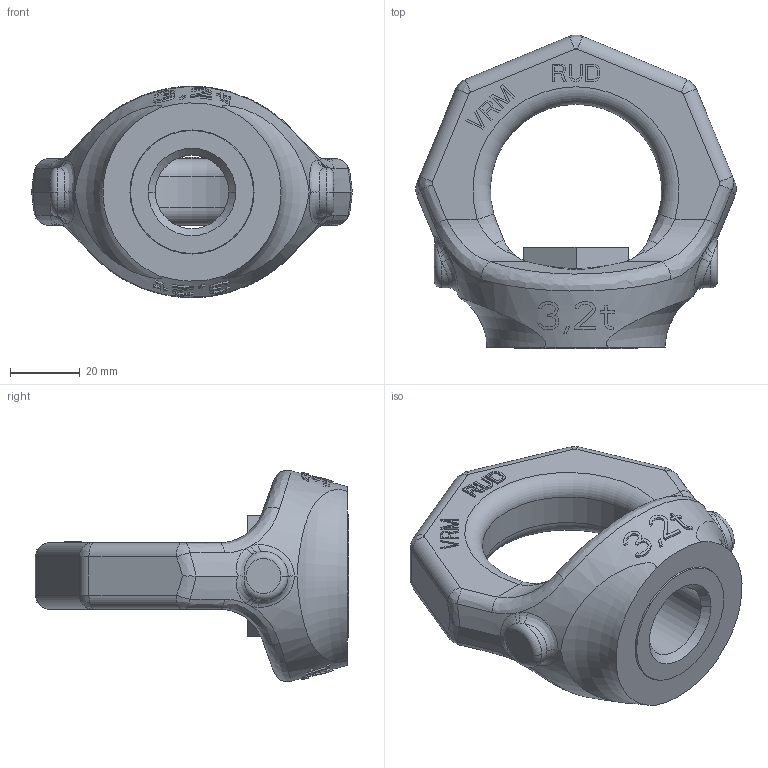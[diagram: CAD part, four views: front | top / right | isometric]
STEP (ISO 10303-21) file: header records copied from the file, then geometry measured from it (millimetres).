
FILE_DESCRIPTION((''),'2;1');
FILE_NAME('001-M32425-P-1_ASM','2017-05-31T',('Andreas.Wendler'),(''),'PRO/ENGINEER BY PARAMETRIC TECHNOLOGY CORPORATION, 2011490','PRO/ENGINEER BY PARAMETRIC TECHNOLOGY CORPORATION, 2011490','');
FILE_SCHEMA(('CONFIG_CONTROL_DESIGN'));
Length unit declared in the file: millimetre
Products named in the file (4): 001-M35309-P-1_AF0; 001-M32425-P-1; 001-M31264-P20; 001-M32425-P-1_ASM
Assembly tree (3 placements, depth 2):
  001-M32425-P-1_ASM
    001-M35309-P-1_AF0
    001-M32425-P-1
    001-M31264-P20
Bounding box: 91.71 x 89.77 x 60.42 mm (x, y, z)
Volume: 107476.3 mm3; surface area: 29371.6 mm2
Topology: 3 solids, 3 shells, 497 faces, 1354 edges, 876 vertices
Faces by surface type: plane 369, bspline 68, cylinder 32, torus 16, cone 10, sphere 2
Entity records: 19832 total; most frequent: CARTESIAN_POINT 8448, ORIENTED_EDGE 2708, DIRECTION 1792, EDGE_CURVE 1354, VERTEX_POINT 876, VECTOR 664, LINE 664, AXIS2_PLACEMENT_3D 564
